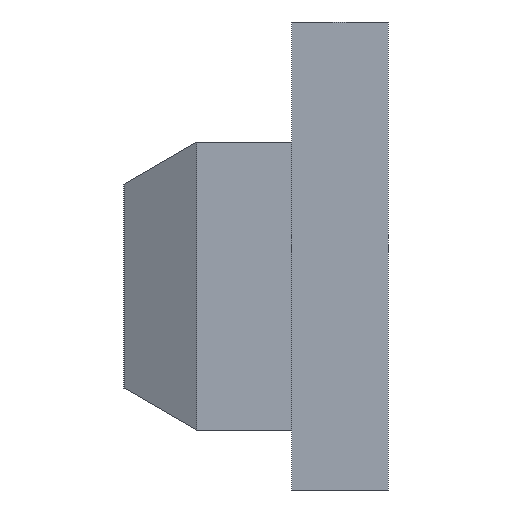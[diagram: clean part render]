
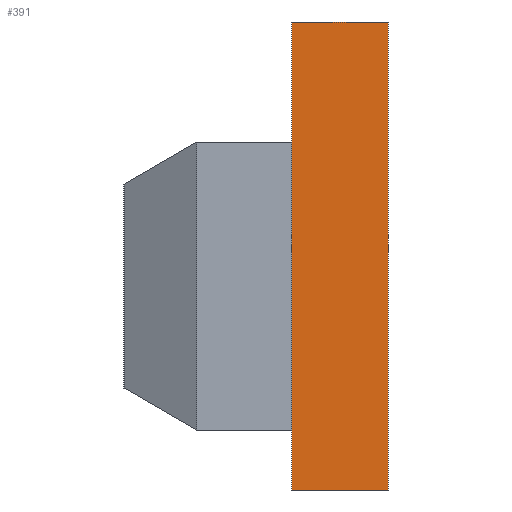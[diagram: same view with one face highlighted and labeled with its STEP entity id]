
A CAD part, front view. The second image highlights one B-rep face of the part: STEP entity #391.
In plain terms, the highlighted planar face has unit normal (0, -1, 0).
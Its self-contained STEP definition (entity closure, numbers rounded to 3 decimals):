
#33=FACE_OUTER_BOUND('',#55,.T.);
#55=EDGE_LOOP('',(#327,#328,#329,#330));
#81=LINE('',#583,#133);
#83=LINE('',#589,#135);
#94=LINE('',#612,#146);
#109=LINE('',#637,#161);
#133=VECTOR('',#477,10.);
#135=VECTOR('',#481,10.);
#146=VECTOR('',#498,10.);
#161=VECTOR('',#527,10.);
#176=VERTEX_POINT('',#576);
#179=VERTEX_POINT('',#581);
#181=VERTEX_POINT('',#586);
#182=VERTEX_POINT('',#588);
#217=EDGE_CURVE('',#179,#176,#81,.T.);
#219=EDGE_CURVE('',#182,#181,#83,.T.);
#230=EDGE_CURVE('',#181,#176,#94,.T.);
#245=EDGE_CURVE('',#182,#179,#109,.T.);
#327=ORIENTED_EDGE('',*,*,#230,.T.);
#328=ORIENTED_EDGE('',*,*,#217,.F.);
#329=ORIENTED_EDGE('',*,*,#245,.F.);
#330=ORIENTED_EDGE('',*,*,#219,.T.);
#369=PLANE('',#433);
#391=ADVANCED_FACE('',(#33),#369,.T.);
#433=AXIS2_PLACEMENT_3D('',#636,#525,#526);
#477=DIRECTION('',(1.,0.,0.));
#481=DIRECTION('',(1.,0.,0.));
#498=DIRECTION('',(0.,0.,1.));
#525=DIRECTION('center_axis',(0.,-1.,0.));
#526=DIRECTION('ref_axis',(1.,0.,0.));
#527=DIRECTION('',(0.,0.,1.));
#576=CARTESIAN_POINT('',(0.,-15.,6.8));
#581=CARTESIAN_POINT('',(-1.6,-15.,6.8));
#583=CARTESIAN_POINT('',(-1.6,-15.,6.8));
#586=CARTESIAN_POINT('',(0.,-15.,-1.));
#588=CARTESIAN_POINT('',(-1.6,-15.,-1.));
#589=CARTESIAN_POINT('',(-1.6,-15.,-1.));
#612=CARTESIAN_POINT('',(0.,-15.,0.));
#636=CARTESIAN_POINT('Origin',(-1.6,-15.,0.));
#637=CARTESIAN_POINT('',(-1.6,-15.,0.));
